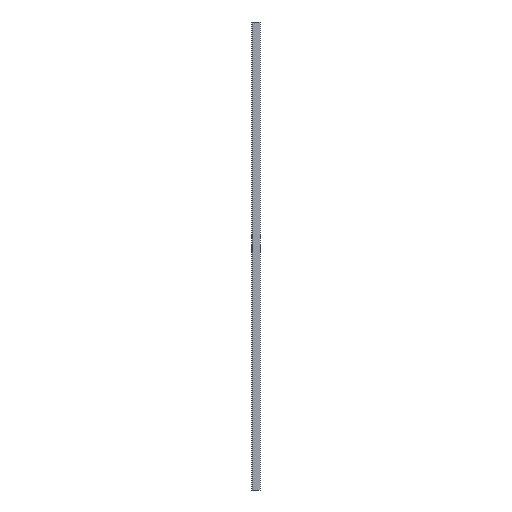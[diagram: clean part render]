
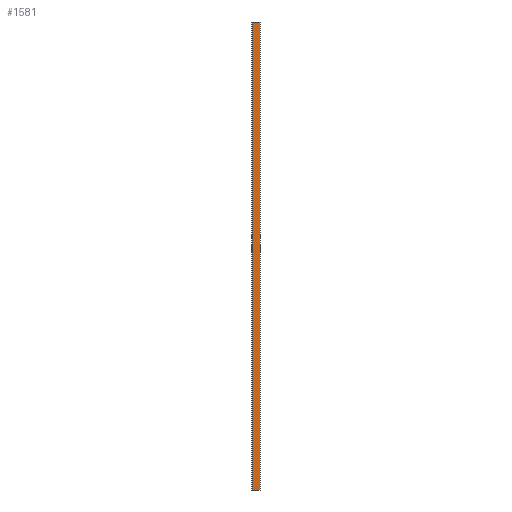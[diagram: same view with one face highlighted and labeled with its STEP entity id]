
A CAD part, left-side view. The second image highlights one B-rep face of the part: STEP entity #1581.
In plain terms, the highlighted planar face has unit normal (-1, 0, 0).
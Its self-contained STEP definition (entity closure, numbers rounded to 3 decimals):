
#43 = EDGE_LOOP ( 'NONE', ( #1039, #1057, #992, #990 ) ) ;
#47 = DIRECTION ( 'NONE',  ( 0., 0., -1. ) ) ;
#129 = VECTOR ( 'NONE', #47, 1000. ) ;
#130 = CARTESIAN_POINT ( 'NONE',  ( 0., 104., 3000. ) ) ;
#224 = CARTESIAN_POINT ( 'NONE',  ( 0., 0., 3000. ) ) ;
#250 = VECTOR ( 'NONE', #1048, 1000. ) ;
#299 = VERTEX_POINT ( 'NONE', #130 ) ;
#395 = EDGE_CURVE ( 'NONE', #299, #792, #1186, .T. ) ;
#419 = EDGE_CURVE ( 'NONE', #949, #299, #763, .T. ) ;
#424 = EDGE_CURVE ( 'NONE', #902, #792, #1443, .T. ) ;
#550 = FACE_OUTER_BOUND ( 'NONE', #43, .T. ) ;
#636 = DIRECTION ( 'NONE',  ( 0., 1., 0. ) ) ;
#659 = LINE ( 'NONE', #1338, #129 ) ;
#763 = LINE ( 'NONE', #224, #250 ) ;
#766 = AXIS2_PLACEMENT_3D ( 'NONE', #1317, #1606, #1630 ) ;
#789 = PLANE ( 'NONE',  #766 ) ;
#792 = VERTEX_POINT ( 'NONE', #889 ) ;
#889 = CARTESIAN_POINT ( 'NONE',  ( 0., 104., -3000. ) ) ;
#902 = VERTEX_POINT ( 'NONE', #1681 ) ;
#949 = VERTEX_POINT ( 'NONE', #1476 ) ;
#963 = EDGE_CURVE ( 'NONE', #949, #902, #659, .T. ) ;
#990 = ORIENTED_EDGE ( 'NONE', *, *, #395, .T. ) ;
#992 = ORIENTED_EDGE ( 'NONE', *, *, #419, .T. ) ;
#1039 = ORIENTED_EDGE ( 'NONE', *, *, #424, .F. ) ;
#1048 = DIRECTION ( 'NONE',  ( 0., 1., 0. ) ) ;
#1057 = ORIENTED_EDGE ( 'NONE', *, *, #963, .F. ) ;
#1136 = CARTESIAN_POINT ( 'NONE',  ( 0., 104., 3000. ) ) ;
#1186 = LINE ( 'NONE', #1136, #1551 ) ;
#1317 = CARTESIAN_POINT ( 'NONE',  ( 0., 0., 3000. ) ) ;
#1338 = CARTESIAN_POINT ( 'NONE',  ( 0., 2.5, 3000. ) ) ;
#1443 = LINE ( 'NONE', #1558, #1646 ) ;
#1476 = CARTESIAN_POINT ( 'NONE',  ( 0., 2.5, 3000. ) ) ;
#1535 = DIRECTION ( 'NONE',  ( 0., 0., -1. ) ) ;
#1551 = VECTOR ( 'NONE', #1535, 1000. ) ;
#1558 = CARTESIAN_POINT ( 'NONE',  ( 0., 0., -3000. ) ) ;
#1581 = ADVANCED_FACE ( 'NONE', ( #550 ), #789, .T. ) ;
#1606 = DIRECTION ( 'NONE',  ( -1., 0., 0. ) ) ;
#1630 = DIRECTION ( 'NONE',  ( 0., -1., 0. ) ) ;
#1646 = VECTOR ( 'NONE', #636, 1000. ) ;
#1681 = CARTESIAN_POINT ( 'NONE',  ( 0., 2.5, -3000. ) ) ;
